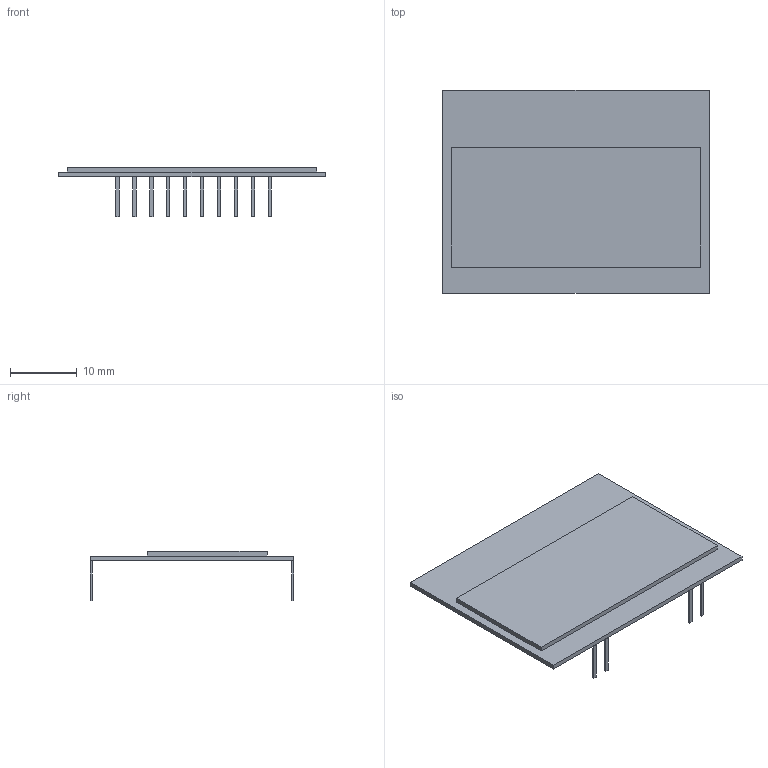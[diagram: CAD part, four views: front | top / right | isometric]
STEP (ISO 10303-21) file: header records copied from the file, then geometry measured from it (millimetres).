
FILE_DESCRIPTION(('FreeCAD Model'),'2;1');
FILE_NAME('LCD - EA DOGS164N-A.step','2020-08-25T16:16:03',('Author'),( ''),'Open CASCADE STEP processor 7.3','FreeCAD','Unknown');
FILE_SCHEMA(('AUTOMOTIVE_DESIGN { 1 0 10303 214 1 1 1 1 }'));
Length unit declared in the file: millimetre
Products named in the file (16): Cube; Cube003; Cube002; Cube012; Cube009; Cube008; Cube010; Cube015; Cube005; Cube007; Cube013; Cube006; Cube001; Cube004; Cube011; Cube014
Bounding box: 40 x 30.48 x 7.4 mm (x, y, z)
Volume: 1337.3 mm3; surface area: 4099.6 mm2
Topology: 16 solids, 16 shells, 96 faces, 192 edges, 128 vertices
Faces by surface type: plane 96
Entity records: 5223 total; most frequent: CARTESIAN_POINT 801, DIRECTION 770, LINE 576, VECTOR 576, ORIENTED_EDGE 384, PCURVE 384, DEFINITIONAL_REPRESENTATION 384, EDGE_CURVE 192
